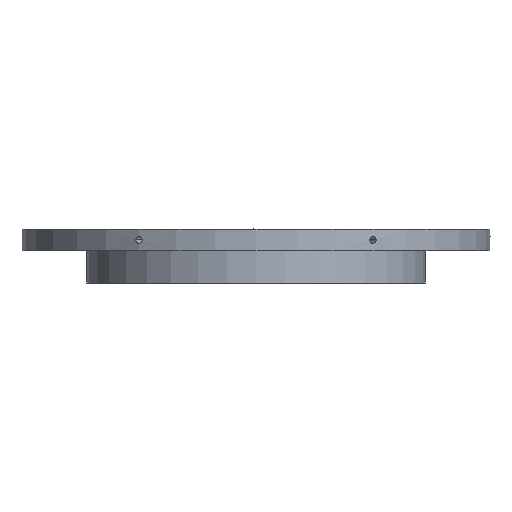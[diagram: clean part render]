
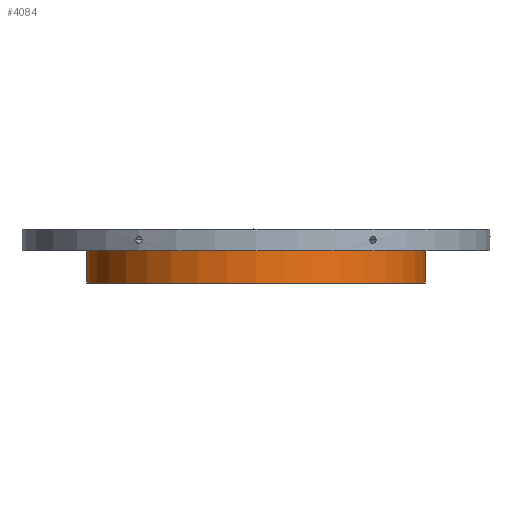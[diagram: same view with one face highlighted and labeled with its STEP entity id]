
A CAD part, front view. The second image highlights one B-rep face of the part: STEP entity #4084.
In plain terms, the highlighted cylindrical face has radius 47 mm (diameter 94 mm), a partial arc.
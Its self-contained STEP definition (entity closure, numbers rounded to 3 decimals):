
#387 = DIRECTION ( 'NONE',  ( 0., 0., 1. ) ) ;
#564 = CARTESIAN_POINT ( 'NONE',  ( 47., 0., 50.155 ) ) ;
#894 = DIRECTION ( 'NONE',  ( 1., 0., 0. ) ) ;
#1386 = LINE ( 'NONE', #564, #5232 ) ;
#2020 = EDGE_LOOP ( 'NONE', ( #8935, #6517, #9908, #8721 ) ) ;
#3279 = VERTEX_POINT ( 'NONE', #4419 ) ;
#3988 = VERTEX_POINT ( 'NONE', #10523 ) ;
#4084 = ADVANCED_FACE ( 'NONE', ( #9902 ), #9458, .T. ) ;
#4136 = DIRECTION ( 'NONE',  ( 0., 0., 1. ) ) ;
#4178 = CIRCLE ( 'NONE', #4890, 47. ) ;
#4291 = EDGE_CURVE ( 'NONE', #5800, #3279, #10018, .T. ) ;
#4419 = CARTESIAN_POINT ( 'NONE',  ( 47., 0., -15. ) ) ;
#4517 = CARTESIAN_POINT ( 'NONE',  ( 0., 0., -15. ) ) ;
#4890 = AXIS2_PLACEMENT_3D ( 'NONE', #10531, #10413, #9596 ) ;
#4987 = CARTESIAN_POINT ( 'NONE',  ( -47., 0., -15. ) ) ;
#5232 = VECTOR ( 'NONE', #8256, 1000. ) ;
#5270 = CARTESIAN_POINT ( 'NONE',  ( -47., 0., 50.155 ) ) ;
#5800 = VERTEX_POINT ( 'NONE', #4987 ) ;
#5879 = EDGE_CURVE ( 'NONE', #5800, #6046, #10363, .T. ) ;
#6046 = VERTEX_POINT ( 'NONE', #10742 ) ;
#6223 = DIRECTION ( 'NONE',  ( 1., 0., 0. ) ) ;
#6517 = ORIENTED_EDGE ( 'NONE', *, *, #4291, .T. ) ;
#7077 = DIRECTION ( 'NONE',  ( 0., 0., 1. ) ) ;
#8256 = DIRECTION ( 'NONE',  ( 0., 0., 1. ) ) ;
#8721 = ORIENTED_EDGE ( 'NONE', *, *, #9176, .F. ) ;
#8807 = EDGE_CURVE ( 'NONE', #3279, #3988, #1386, .T. ) ;
#8935 = ORIENTED_EDGE ( 'NONE', *, *, #5879, .F. ) ;
#9083 = CARTESIAN_POINT ( 'NONE',  ( 0., 0., 50.155 ) ) ;
#9176 = EDGE_CURVE ( 'NONE', #6046, #3988, #4178, .T. ) ;
#9458 = CYLINDRICAL_SURFACE ( 'NONE', #9505, 47. ) ;
#9505 = AXIS2_PLACEMENT_3D ( 'NONE', #9083, #4136, #894 ) ;
#9596 = DIRECTION ( 'NONE',  ( 1., 0., 0. ) ) ;
#9678 = AXIS2_PLACEMENT_3D ( 'NONE', #4517, #387, #6223 ) ;
#9902 = FACE_OUTER_BOUND ( 'NONE', #2020, .T. ) ;
#9908 = ORIENTED_EDGE ( 'NONE', *, *, #8807, .T. ) ;
#10018 = CIRCLE ( 'NONE', #9678, 47. ) ;
#10363 = LINE ( 'NONE', #5270, #10646 ) ;
#10413 = DIRECTION ( 'NONE',  ( 0., 0., 1. ) ) ;
#10523 = CARTESIAN_POINT ( 'NONE',  ( 47., 0., -6. ) ) ;
#10531 = CARTESIAN_POINT ( 'NONE',  ( 0., 0., -6. ) ) ;
#10646 = VECTOR ( 'NONE', #7077, 1000. ) ;
#10742 = CARTESIAN_POINT ( 'NONE',  ( -47., 0., -6. ) ) ;
